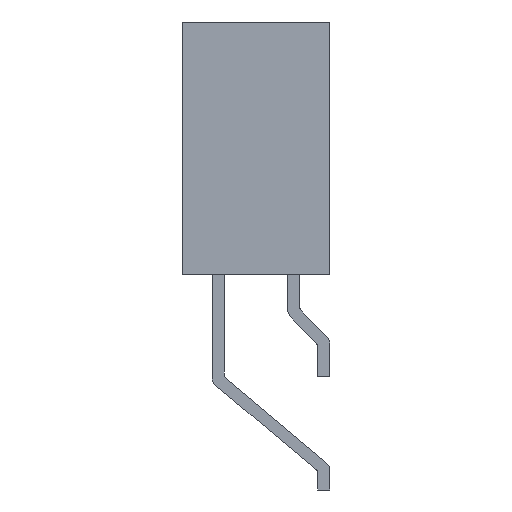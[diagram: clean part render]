
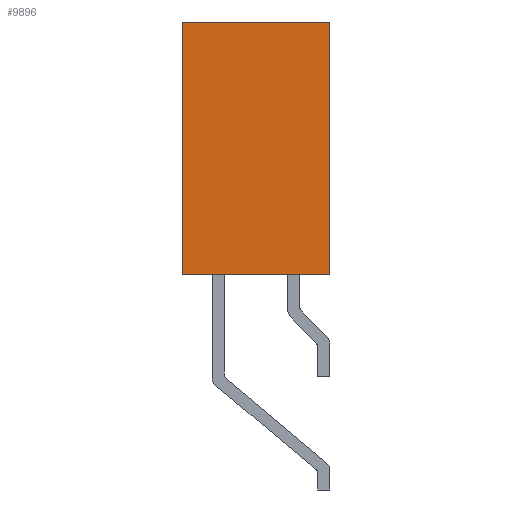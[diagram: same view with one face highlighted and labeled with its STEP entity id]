
A CAD part, left-side view. The second image highlights one B-rep face of the part: STEP entity #9896.
In plain terms, the highlighted planar face has unit normal (-1, 0, 0).
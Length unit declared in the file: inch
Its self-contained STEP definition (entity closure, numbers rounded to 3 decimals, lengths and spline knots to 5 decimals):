
#723=ORIENTED_EDGE('',*,*,#3572,.T.);
#724=ORIENTED_EDGE('',*,*,#3271,.F.);
#725=ORIENTED_EDGE('',*,*,#3573,.F.);
#726=ORIENTED_EDGE('',*,*,#3263,.T.);
#3263=EDGE_CURVE('',#4740,#4739,#5723,.T.);
#3271=EDGE_CURVE('',#4747,#4748,#5731,.T.);
#3572=EDGE_CURVE('',#4739,#4748,#6032,.T.);
#3573=EDGE_CURVE('',#4740,#4747,#6033,.T.);
#4739=VERTEX_POINT('',#13699);
#4740=VERTEX_POINT('',#13701);
#4747=VERTEX_POINT('',#13716);
#4748=VERTEX_POINT('',#13718);
#5723=LINE('',#13700,#7039);
#5731=LINE('',#13717,#7047);
#6032=LINE('',#14308,#7348);
#6033=LINE('',#14310,#7349);
#7039=VECTOR('',#11027,39.37008);
#7047=VECTOR('',#11037,39.37008);
#7348=VECTOR('',#11520,39.37008);
#7349=VECTOR('',#11523,39.37008);
#8408=EDGE_LOOP('',(#723,#724,#725,#726));
#8944=FACE_BOUND('',#8408,.T.);
#9480=PLANE('',#10418);
#9896=ADVANCED_FACE('',(#8944),#9480,.F.);
#10418=AXIS2_PLACEMENT_3D('',#14309,#11521,#11522);
#11027=DIRECTION('',(0.,-1.,0.));
#11037=DIRECTION('',(0.,-1.,0.));
#11520=DIRECTION('',(0.,0.,1.));
#11521=DIRECTION('',(1.,0.,0.));
#11522=DIRECTION('',(0.,0.,-1.));
#11523=DIRECTION('',(0.,0.,1.));
#13699=CARTESIAN_POINT('',(-0.51,0.,-0.0975));
#13700=CARTESIAN_POINT('',(-0.51,0.335,-0.0975));
#13701=CARTESIAN_POINT('',(-0.51,0.335,-0.0975));
#13716=CARTESIAN_POINT('',(-0.51,0.335,0.0975));
#13717=CARTESIAN_POINT('',(-0.51,0.335,0.0975));
#13718=CARTESIAN_POINT('',(-0.51,0.,0.0975));
#14308=CARTESIAN_POINT('',(-0.51,0.,-0.0975));
#14309=CARTESIAN_POINT('',(-0.51,0.335,-0.0975));
#14310=CARTESIAN_POINT('',(-0.51,0.335,-0.0975));
